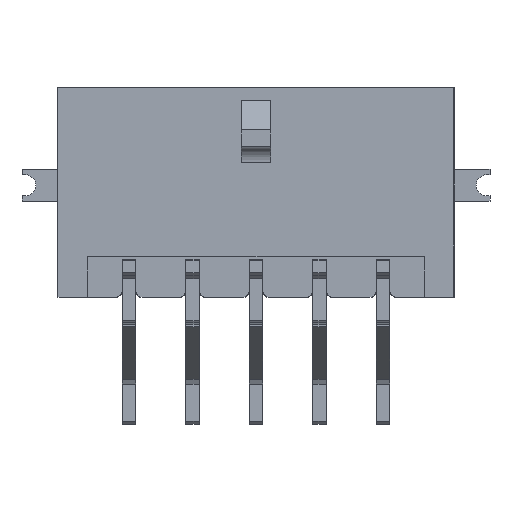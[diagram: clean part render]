
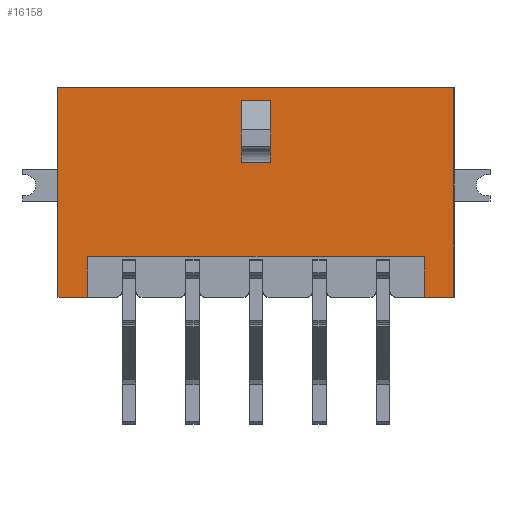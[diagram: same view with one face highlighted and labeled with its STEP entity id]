
A CAD part, top view. The second image highlights one B-rep face of the part: STEP entity #16158.
In plain terms, the highlighted planar face has unit normal (0, 0, 1).
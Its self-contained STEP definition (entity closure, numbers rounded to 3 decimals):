
#1251=ORIENTED_EDGE('',*,*,#4106,.F.);
#1252=ORIENTED_EDGE('',*,*,#4466,.F.);
#1253=ORIENTED_EDGE('',*,*,#4467,.T.);
#1254=ORIENTED_EDGE('',*,*,#4468,.T.);
#1255=ORIENTED_EDGE('',*,*,#4469,.F.);
#1256=ORIENTED_EDGE('',*,*,#4470,.F.);
#1257=ORIENTED_EDGE('',*,*,#4101,.F.);
#1258=ORIENTED_EDGE('',*,*,#4104,.F.);
#1259=ORIENTED_EDGE('',*,*,#4062,.F.);
#1260=ORIENTED_EDGE('',*,*,#4059,.F.);
#1261=ORIENTED_EDGE('',*,*,#4066,.T.);
#1262=ORIENTED_EDGE('',*,*,#4072,.T.);
#4059=EDGE_CURVE('',#5773,#5774,#6903,.T.);
#4062=EDGE_CURVE('',#5774,#5776,#6905,.T.);
#4066=EDGE_CURVE('',#5773,#5779,#6909,.T.);
#4072=EDGE_CURVE('',#5779,#5776,#6915,.T.);
#4101=EDGE_CURVE('',#5804,#5805,#6934,.T.);
#4104=EDGE_CURVE('',#5806,#5804,#6937,.T.);
#4106=EDGE_CURVE('',#5807,#5806,#6939,.T.);
#4466=EDGE_CURVE('',#6041,#5807,#7285,.T.);
#4467=EDGE_CURVE('',#6041,#6042,#7286,.T.);
#4468=EDGE_CURVE('',#6042,#6043,#7287,.T.);
#4469=EDGE_CURVE('',#6044,#6043,#7288,.T.);
#4470=EDGE_CURVE('',#5805,#6044,#7289,.T.);
#5773=VERTEX_POINT('',#21308);
#5774=VERTEX_POINT('',#21310);
#5776=VERTEX_POINT('',#21316);
#5779=VERTEX_POINT('',#21324);
#5804=VERTEX_POINT('',#21389);
#5805=VERTEX_POINT('',#21390);
#5806=VERTEX_POINT('',#21395);
#5807=VERTEX_POINT('',#21399);
#6041=VERTEX_POINT('',#22088);
#6042=VERTEX_POINT('',#22090);
#6043=VERTEX_POINT('',#22092);
#6044=VERTEX_POINT('',#22094);
#6903=LINE('',#21309,#8510);
#6905=LINE('',#21315,#8512);
#6909=LINE('',#21323,#8516);
#6915=LINE('',#21335,#8522);
#6934=LINE('',#21388,#8541);
#6937=LINE('',#21394,#8544);
#6939=LINE('',#21398,#8546);
#7285=LINE('',#22087,#8892);
#7286=LINE('',#22089,#8893);
#7287=LINE('',#22091,#8894);
#7288=LINE('',#22093,#8895);
#7289=LINE('',#22095,#8896);
#8510=VECTOR('',#17897,1000.);
#8512=VECTOR('',#17903,1000.);
#8516=VECTOR('',#17909,1000.);
#8522=VECTOR('',#17921,1000.);
#8541=VECTOR('',#17964,1000.);
#8544=VECTOR('',#17969,1000.);
#8546=VECTOR('',#17973,1000.);
#8892=VECTOR('',#18537,1000.);
#8893=VECTOR('',#18538,1000.);
#8894=VECTOR('',#18539,1000.);
#8895=VECTOR('',#18540,1000.);
#8896=VECTOR('',#18541,1000.);
#9912=EDGE_LOOP('',(#1251,#1252,#1253,#1254,#1255,#1256,#1257,#1258));
#9913=EDGE_LOOP('',(#1259,#1260,#1261,#1262));
#10565=FACE_BOUND('',#9912,.T.);
#10566=FACE_BOUND('',#9913,.T.);
#11207=PLANE('',#16817);
#16158=ADVANCED_FACE('',(#10565,#10566),#11207,.T.);
#16817=AXIS2_PLACEMENT_3D('',#22086,#18535,#18536);
#17897=DIRECTION('',(0.,-1.,0.));
#17903=DIRECTION('',(1.,0.,0.));
#17909=DIRECTION('',(1.,0.,0.));
#17921=DIRECTION('',(0.,-1.,0.));
#17964=DIRECTION('',(-1.,0.,0.));
#17969=DIRECTION('',(0.,1.,0.));
#17973=DIRECTION('',(1.,0.,0.));
#18535=DIRECTION('',(0.,0.,1.));
#18536=DIRECTION('',(1.,0.,0.));
#18537=DIRECTION('',(0.,1.,0.));
#18538=DIRECTION('',(1.,0.,0.));
#18539=DIRECTION('',(0.,1.,0.));
#18540=DIRECTION('',(1.,0.,0.));
#18541=DIRECTION('',(0.,1.,0.));
#21308=CARTESIAN_POINT('',(-3.55,10.05,6.86));
#21309=CARTESIAN_POINT('',(-3.55,10.05,6.86));
#21310=CARTESIAN_POINT('',(-3.55,8.65,6.86));
#21315=CARTESIAN_POINT('',(-2.8,8.65,6.86));
#21316=CARTESIAN_POINT('',(-0.6,8.65,6.86));
#21323=CARTESIAN_POINT('',(-2.8,10.05,6.86));
#21324=CARTESIAN_POINT('',(-0.6,10.05,6.86));
#21335=CARTESIAN_POINT('',(-0.6,10.05,6.86));
#21388=CARTESIAN_POINT('',(-8.,17.3,6.86));
#21389=CARTESIAN_POINT('',(-8.,17.3,6.86));
#21390=CARTESIAN_POINT('',(-9.9,17.3,6.86));
#21394=CARTESIAN_POINT('',(-8.,1.4,6.86));
#21395=CARTESIAN_POINT('',(-8.,1.4,6.86));
#21398=CARTESIAN_POINT('',(-9.9,1.4,6.86));
#21399=CARTESIAN_POINT('',(-9.9,1.4,6.86));
#22086=CARTESIAN_POINT('',(-9.9,0.,6.86));
#22087=CARTESIAN_POINT('',(-9.9,0.,6.86));
#22088=CARTESIAN_POINT('',(-9.9,0.,6.86));
#22089=CARTESIAN_POINT('',(-9.9,0.,6.86));
#22090=CARTESIAN_POINT('',(0.,0.,6.86));
#22091=CARTESIAN_POINT('',(0.,0.,6.86));
#22092=CARTESIAN_POINT('',(0.,18.7,6.86));
#22093=CARTESIAN_POINT('',(-9.9,18.7,6.86));
#22094=CARTESIAN_POINT('',(-9.9,18.7,6.86));
#22095=CARTESIAN_POINT('',(-9.9,0.,6.86));
